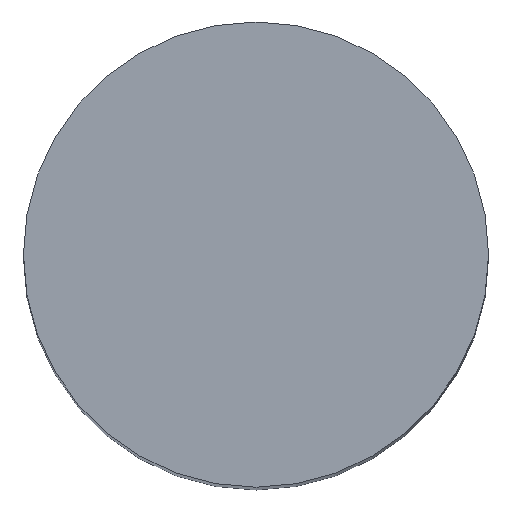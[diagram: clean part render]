
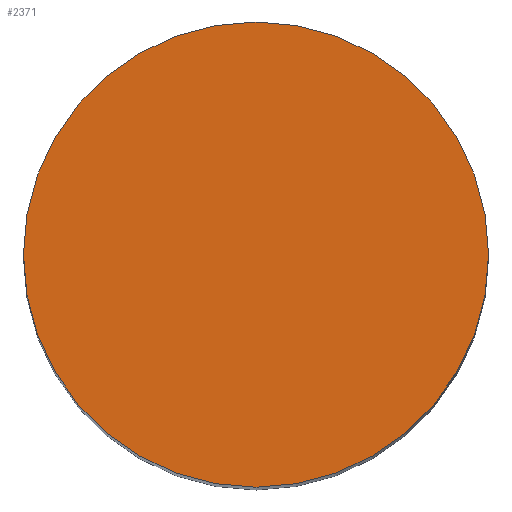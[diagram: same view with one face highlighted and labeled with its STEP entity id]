
A CAD part, top view. The second image highlights one B-rep face of the part: STEP entity #2371.
In plain terms, the highlighted planar face has unit normal (0, 0, 1).
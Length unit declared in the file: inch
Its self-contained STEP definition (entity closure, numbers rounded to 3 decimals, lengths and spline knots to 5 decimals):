
#121 = FACE_OUTER_BOUND ( 'NONE', #1638, .T. ) ;
#140 = CARTESIAN_POINT ( 'NONE',  ( -1.14173, 0., 9.76378 ) ) ;
#208 = VERTEX_POINT ( 'NONE', #140 ) ;
#299 = AXIS2_PLACEMENT_3D ( 'NONE', #702, #1851, #2051 ) ;
#392 = ORIENTED_EDGE ( 'NONE', *, *, #2096, .T. ) ;
#456 = ORIENTED_EDGE ( 'NONE', *, *, #754, .T. ) ;
#702 = CARTESIAN_POINT ( 'NONE',  ( 0., 0., 9.76378 ) ) ;
#754 = EDGE_CURVE ( 'NONE', #208, #1915, #1291, .T. ) ;
#1291 = CIRCLE ( 'NONE', #2391, 1.14173 ) ;
#1353 = CIRCLE ( 'NONE', #299, 1.14173 ) ;
#1522 = CARTESIAN_POINT ( 'NONE',  ( 0., 0., 9.76378 ) ) ;
#1569 = CARTESIAN_POINT ( 'NONE',  ( 0., 0., 9.76378 ) ) ;
#1638 = EDGE_LOOP ( 'NONE', ( #456, #392 ) ) ;
#1735 = PLANE ( 'NONE',  #2338 ) ;
#1757 = DIRECTION ( 'NONE',  ( 1., 0., 0. ) ) ;
#1851 = DIRECTION ( 'NONE',  ( 0., 0., 1. ) ) ;
#1901 = CARTESIAN_POINT ( 'NONE',  ( 1.14173, 0., 9.76378 ) ) ;
#1915 = VERTEX_POINT ( 'NONE', #1901 ) ;
#2051 = DIRECTION ( 'NONE',  ( 1., 0., 0. ) ) ;
#2096 = EDGE_CURVE ( 'NONE', #1915, #208, #1353, .T. ) ;
#2265 = DIRECTION ( 'NONE',  ( 0., 0., 1. ) ) ;
#2338 = AXIS2_PLACEMENT_3D ( 'NONE', #1522, #2438, #1757 ) ;
#2371 = ADVANCED_FACE ( 'NONE', ( #121 ), #1735, .T. ) ;
#2391 = AXIS2_PLACEMENT_3D ( 'NONE', #1569, #2265, #2459 ) ;
#2438 = DIRECTION ( 'NONE',  ( 0., 0., 1. ) ) ;
#2459 = DIRECTION ( 'NONE',  ( 1., 0., 0. ) ) ;
